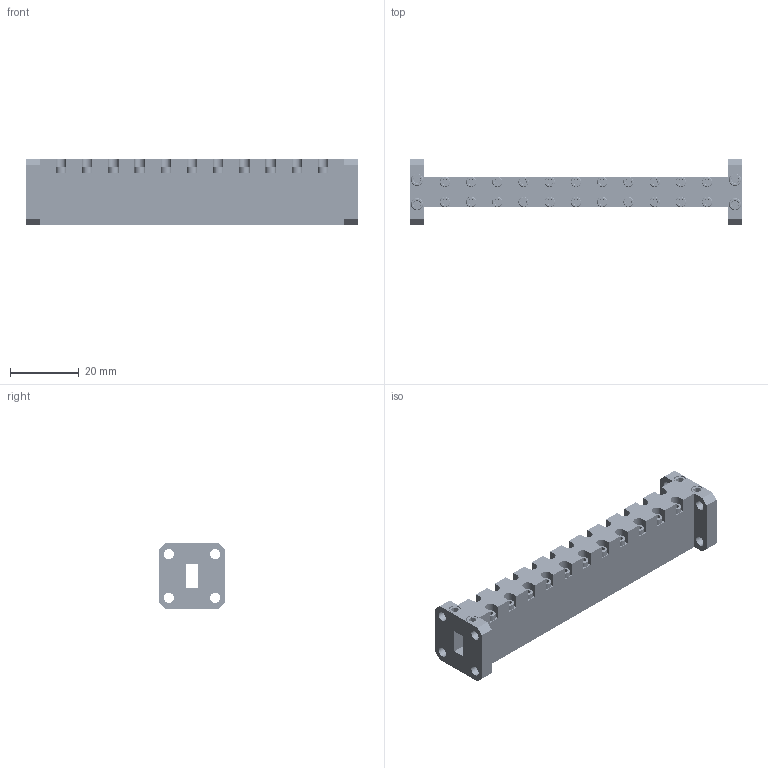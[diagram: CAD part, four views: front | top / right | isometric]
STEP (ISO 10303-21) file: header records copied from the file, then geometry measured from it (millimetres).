
FILE_DESCRIPTION (( 'STEP AP203' ), '1' );
FILE_NAME ('SWF-30316350-28-B2, CTRLD.STEP', '2017-06-27T23:54:48', ( '' ), ( '' ), 'SwSTEP 2.0', 'SolidWorks 2013', '' );
FILE_SCHEMA (( 'CONFIG_CONTROL_DESIGN' ));
Products named in the file (1): SWF-30316350-28-B2, CTRLD
Bounding box: 96.52 x 19.05 x 19.05 mm (x, y, z)
Volume: 14406.5 mm3; surface area: 17455.8 mm2
Topology: 30 solids, 30 shells, 4684 faces, 13319 edges, 8725 vertices
Faces by surface type: cylinder 3848, cone 398, plane 386, bspline 52
Entity records: 221011 total; most frequent: CARTESIAN_POINT 120622, ORIENTED_EDGE 26534, DIRECTION 16122, EDGE_CURVE 13267, VERTEX_POINT 8725, AXIS2_PLACEMENT_3D 5715, EDGE_LOOP 4886, VECTOR 4692
